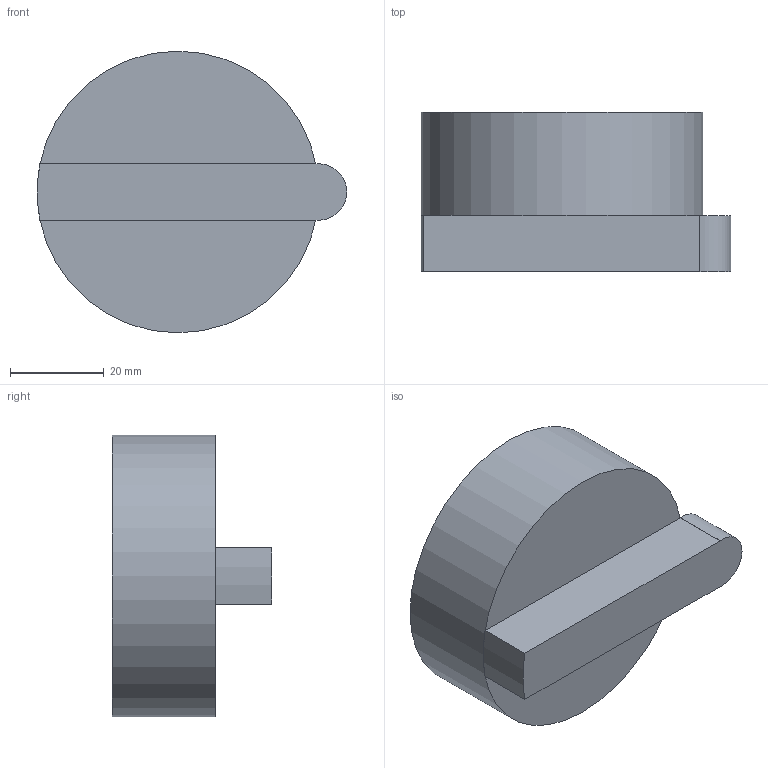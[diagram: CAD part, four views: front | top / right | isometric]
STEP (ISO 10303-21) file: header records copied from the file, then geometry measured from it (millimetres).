
FILE_DESCRIPTION(/* description */ (''),/* implementation_level */ '2;1');
FILE_NAME(/* name */ 'Circuit_panel_switch_red.step',/* time_stamp */ '2022-09-15T23:21:59Z',/* author */ (''),/* organization */ (''),/* preprocessor_version */ 'ST-DEVELOPER v19',/* originating_system */ 'Autodesk Translation Framework v11.7.0.108',/* authorisation */ '');
FILE_SCHEMA (('AUTOMOTIVE_DESIGN { 1 0 10303 214 3 1 1 }'));
Length unit declared in the file: millimetre
Products named in the file (1): Circuit_panel_switch_red
Bounding box: 66 x 34 x 60 mm (x, y, z)
Volume: 71487.7 mm3; surface area: 13146.1 mm2
Topology: 2 solids, 2 shells, 11 faces, 21 edges, 14 vertices
Faces by surface type: plane 7, cylinder 4
Full cylindrical faces by diameter (mm): 60 x1
Entity records: 322 total; most frequent: DIRECTION 53, CARTESIAN_POINT 47, ORIENTED_EDGE 42, EDGE_CURVE 21, AXIS2_PLACEMENT_3D 20, VERTEX_POINT 14, LINE 13, VECTOR 13
